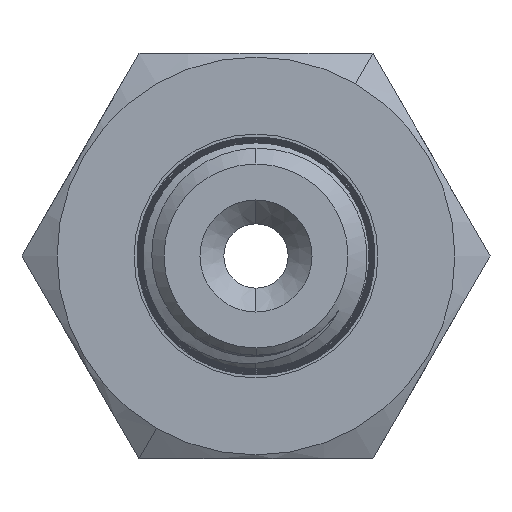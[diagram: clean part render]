
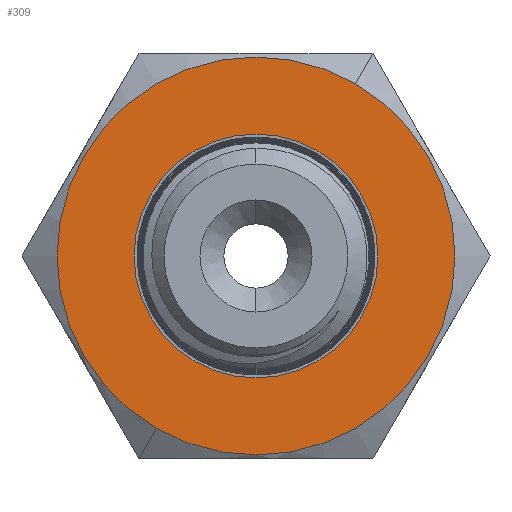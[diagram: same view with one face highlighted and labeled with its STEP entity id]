
A CAD part, left-side view. The second image highlights one B-rep face of the part: STEP entity #309.
In plain terms, the highlighted planar face has unit normal (-1, 0, 0).
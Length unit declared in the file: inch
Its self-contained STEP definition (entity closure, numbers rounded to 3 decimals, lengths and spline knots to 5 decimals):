
#309 = ADVANCED_FACE ( 'NONE', ( #9375, #17895 ), #12381, .T. ) ;
#489 = CARTESIAN_POINT ( 'NONE',  ( -0.8195, 0.20675, 0. ) ) ;
#635 = DIRECTION ( 'NONE',  ( -1., 0., 0. ) ) ;
#2161 = DIRECTION ( 'NONE',  ( 0., 1., 0. ) ) ;
#2999 = CARTESIAN_POINT ( 'NONE',  ( -0.8195, 0.3375, 0. ) ) ;
#3672 = CIRCLE ( 'NONE', #3868, 0.3375 ) ;
#3868 = AXIS2_PLACEMENT_3D ( 'NONE', #9133, #6118, #16527 ) ;
#3964 = EDGE_LOOP ( 'NONE', ( #4356, #7393 ) ) ;
#4356 = ORIENTED_EDGE ( 'NONE', *, *, #10852, .T. ) ;
#4720 = DIRECTION ( 'NONE',  ( 1., 0., 0. ) ) ;
#5583 = CIRCLE ( 'NONE', #10987, 0.20675 ) ;
#5714 = VERTEX_POINT ( 'NONE', #489 ) ;
#5848 = DIRECTION ( 'NONE',  ( 0., 1., 0. ) ) ;
#6118 = DIRECTION ( 'NONE',  ( 1., 0., 0. ) ) ;
#6459 = EDGE_CURVE ( 'NONE', #8291, #5714, #5583, .T. ) ;
#6632 = DIRECTION ( 'NONE',  ( 0., 1., 0. ) ) ;
#6637 = VERTEX_POINT ( 'NONE', #2999 ) ;
#7013 = EDGE_CURVE ( 'NONE', #12578, #6637, #3672, .T. ) ;
#7289 = AXIS2_PLACEMENT_3D ( 'NONE', #10362, #4720, #5848 ) ;
#7393 = ORIENTED_EDGE ( 'NONE', *, *, #6459, .T. ) ;
#7904 = DIRECTION ( 'NONE',  ( 1., 0., 0. ) ) ;
#7947 = EDGE_CURVE ( 'NONE', #6637, #12578, #10073, .T. ) ;
#8291 = VERTEX_POINT ( 'NONE', #12928 ) ;
#9133 = CARTESIAN_POINT ( 'NONE',  ( -0.8195, 0., 0. ) ) ;
#9375 = FACE_BOUND ( 'NONE', #3964, .T. ) ;
#9657 = DIRECTION ( 'NONE',  ( 1., 0., 0. ) ) ;
#10073 = CIRCLE ( 'NONE', #17643, 0.3375 ) ;
#10362 = CARTESIAN_POINT ( 'NONE',  ( -0.8195, 0., 0. ) ) ;
#10852 = EDGE_CURVE ( 'NONE', #5714, #8291, #14661, .T. ) ;
#10987 = AXIS2_PLACEMENT_3D ( 'NONE', #18341, #9657, #6632 ) ;
#11004 = CARTESIAN_POINT ( 'NONE',  ( -0.8195, 0., 0. ) ) ;
#11018 = CARTESIAN_POINT ( 'NONE',  ( -0.8195, 0.20675, 0. ) ) ;
#12381 = PLANE ( 'NONE',  #17498 ) ;
#12578 = VERTEX_POINT ( 'NONE', #13635 ) ;
#12928 = CARTESIAN_POINT ( 'NONE',  ( -0.8195, -0.20675, 0. ) ) ;
#13635 = CARTESIAN_POINT ( 'NONE',  ( -0.8195, -0.3375, 0. ) ) ;
#14661 = CIRCLE ( 'NONE', #7289, 0.20675 ) ;
#15556 = DIRECTION ( 'NONE',  ( 0., -1., 0. ) ) ;
#15783 = ORIENTED_EDGE ( 'NONE', *, *, #7013, .F. ) ;
#16527 = DIRECTION ( 'NONE',  ( 0., 1., 0. ) ) ;
#16968 = EDGE_LOOP ( 'NONE', ( #17943, #15783 ) ) ;
#17498 = AXIS2_PLACEMENT_3D ( 'NONE', #11018, #635, #15556 ) ;
#17643 = AXIS2_PLACEMENT_3D ( 'NONE', #11004, #7904, #2161 ) ;
#17895 = FACE_OUTER_BOUND ( 'NONE', #16968, .T. ) ;
#17943 = ORIENTED_EDGE ( 'NONE', *, *, #7947, .F. ) ;
#18341 = CARTESIAN_POINT ( 'NONE',  ( -0.8195, 0., 0. ) ) ;
